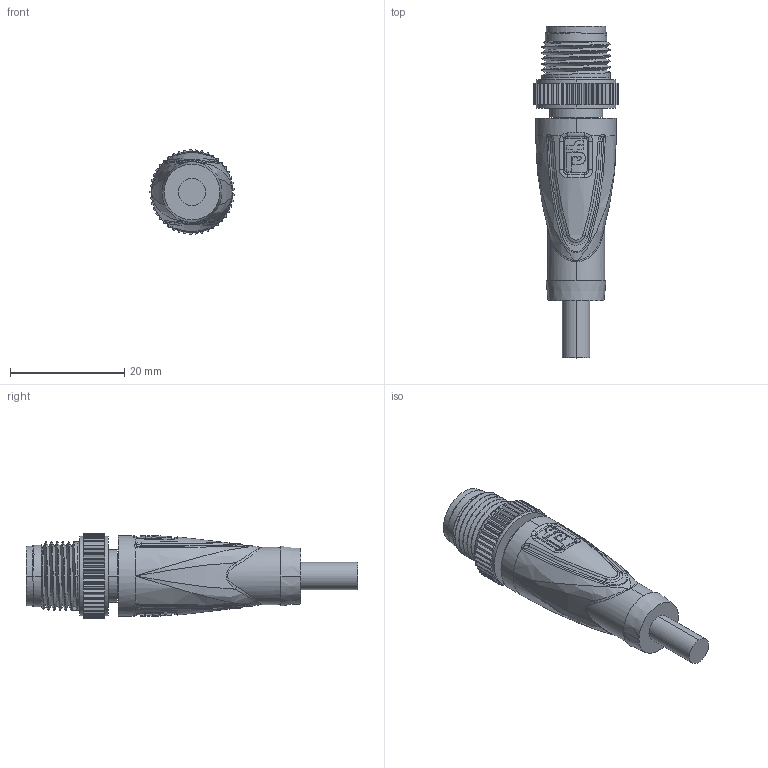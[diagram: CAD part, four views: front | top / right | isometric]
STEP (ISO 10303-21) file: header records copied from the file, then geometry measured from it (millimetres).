
FILE_DESCRIPTION((''),'2;1');
FILE_NAME('DM_CAD-1924','2014-01-13T',('creinig-se'),(''),'PRO/ENGINEER BY PARAMETRIC TECHNOLOGY CORPORATION, 2013050','PRO/ENGINEER BY PARAMETRIC TECHNOLOGY CORPORATION, 2013050','');
FILE_SCHEMA(('CONFIG_CONTROL_DESIGN'));
Length unit declared in the file: millimetre
Products named in the file (1): DM_CAD-1924
Bounding box: 14.79 x 58.2 x 14.8 mm (x, y, z)
Volume: 5320.1 mm3; surface area: 3829.7 mm2
Topology: 1 solids, 1 shells, 489 faces, 1160 edges, 692 vertices
Faces by surface type: plane 247, cylinder 105, bspline 104, sphere 16, torus 12, cone 5
Entity records: 27784 total; most frequent: CARTESIAN_POINT 12175, ORIENTED_EDGE 2320, DIRECTION 2150, EDGE_CURVE 1160, AXIS2_PLACEMENT_3D 851, FILL_AREA_STYLE_COLOUR 772, FILL_AREA_STYLE 772, SURFACE_STYLE_FILL_AREA 772
